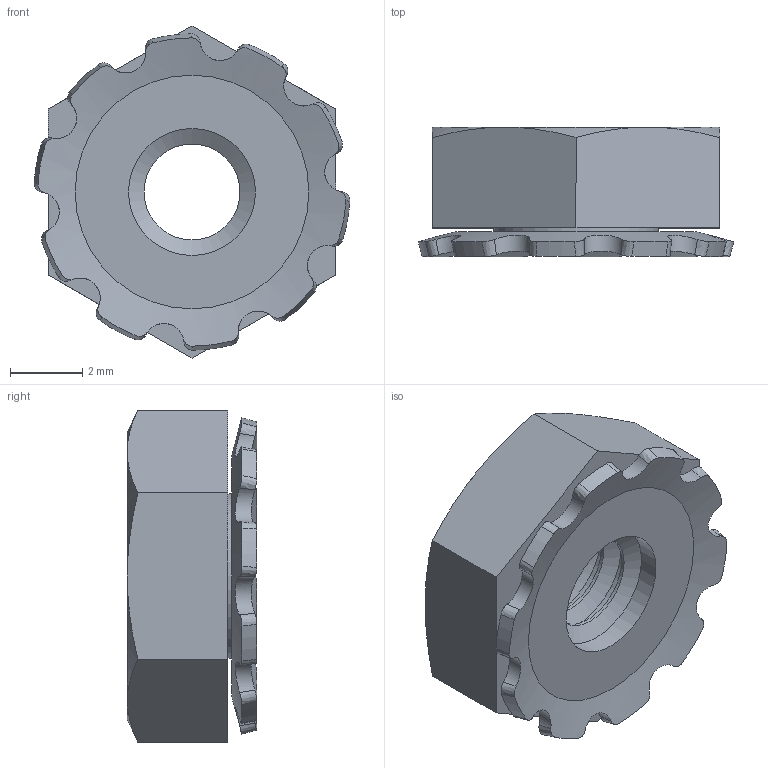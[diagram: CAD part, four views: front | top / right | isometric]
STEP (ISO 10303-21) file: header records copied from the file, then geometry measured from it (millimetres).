
FILE_DESCRIPTION(/* description */ (''),/* implementation_level */ '2;1');
FILE_NAME(/* name */ '39094_TXM-Kep Nut v1.step',/* time_stamp */ '2020-10-25T13:43:22-04:00',/* author */ (''),/* organization */ (''),/* preprocessor_version */ 'ST-DEVELOPER v18.1',/* originating_system */ 'Autodesk Translation Framework v9.3.0.1241',/* authorisation */ '');
FILE_SCHEMA (('AUTOMOTIVE_DESIGN { 1 0 10303 214 3 1 1 }'));
Length unit declared in the file: inch
Products named in the file (1): 39094_TXM-Kep Nut
Bounding box: 8.72 x 3.57 x 9.17 mm (x, y, z)
Volume: 148.3 mm3; surface area: 304 mm2
Topology: 1 solids, 1 shells, 74 faces, 198 edges, 128 vertices
Faces by surface type: cone 26, bspline 20, cylinder 18, plane 10
Full cylindrical faces by diameter (mm): 2.646 x3, 3.505 x4, 4.541 x1
Entity records: 3158 total; most frequent: CARTESIAN_POINT 1413, ORIENTED_EDGE 396, DIRECTION 328, EDGE_CURVE 198, AXIS2_PLACEMENT_3D 149, VERTEX_POINT 128, CIRCLE 94, EDGE_LOOP 78
